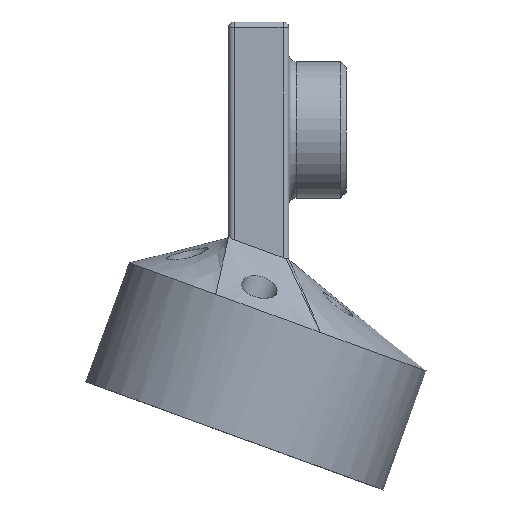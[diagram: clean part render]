
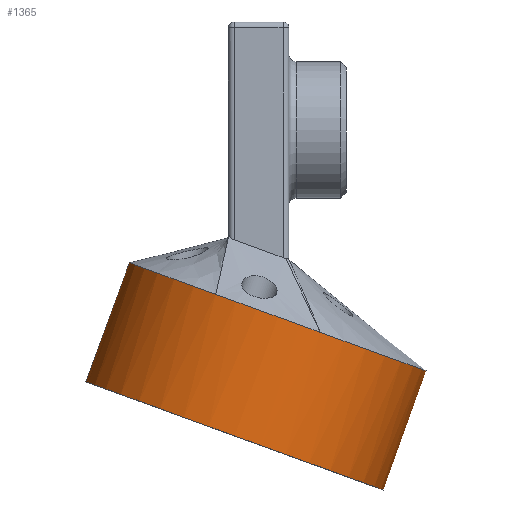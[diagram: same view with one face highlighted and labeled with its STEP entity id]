
A CAD part, left-side view. The second image highlights one B-rep face of the part: STEP entity #1365.
In plain terms, the highlighted cylindrical face has radius 34.925 mm (diameter 69.85 mm), a full revolution.
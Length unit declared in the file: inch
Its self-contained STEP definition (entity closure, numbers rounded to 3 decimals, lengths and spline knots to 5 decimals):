
#129=LINE('',#2828,#226);
#226=VECTOR('',#1911,1.375);
#279=CYLINDRICAL_SURFACE('',#1529,1.375);
#381=FACE_OUTER_BOUND('',#484,.T.);
#484=EDGE_LOOP('',(#1245,#1246,#1247,#1248,#1249,#1250,#1251,#1252,#1253));
#495=CIRCLE('',#1408,1.375);
#535=CIRCLE('',#1477,1.375);
#536=CIRCLE('',#1478,1.375);
#537=CIRCLE('',#1479,1.375);
#538=CIRCLE('',#1480,1.375);
#555=CIRCLE('',#1527,1.375);
#556=CIRCLE('',#1528,1.375);
#572=VERTEX_POINT('',#2095);
#604=VERTEX_POINT('',#2230);
#612=VERTEX_POINT('',#2336);
#620=VERTEX_POINT('',#2431);
#634=VERTEX_POINT('',#2589);
#635=VERTEX_POINT('',#2591);
#637=VERTEX_POINT('',#2619);
#703=EDGE_CURVE('',#572,#572,#495,.T.);
#796=EDGE_CURVE('',#612,#634,#535,.T.);
#797=EDGE_CURVE('',#634,#635,#536,.T.);
#800=EDGE_CURVE('',#604,#637,#537,.T.);
#801=EDGE_CURVE('',#637,#612,#538,.T.);
#870=EDGE_CURVE('',#620,#604,#555,.T.);
#872=EDGE_CURVE('',#635,#620,#556,.T.);
#873=EDGE_CURVE('',#637,#572,#129,.T.);
#1245=ORIENTED_EDGE('',*,*,#872,.F.);
#1246=ORIENTED_EDGE('',*,*,#797,.F.);
#1247=ORIENTED_EDGE('',*,*,#796,.F.);
#1248=ORIENTED_EDGE('',*,*,#801,.F.);
#1249=ORIENTED_EDGE('',*,*,#873,.T.);
#1250=ORIENTED_EDGE('',*,*,#703,.F.);
#1251=ORIENTED_EDGE('',*,*,#873,.F.);
#1252=ORIENTED_EDGE('',*,*,#800,.F.);
#1253=ORIENTED_EDGE('',*,*,#870,.F.);
#1365=ADVANCED_FACE('',(#381),#279,.T.);
#1408=AXIS2_PLACEMENT_3D('',#2096,#1577,#1578);
#1477=AXIS2_PLACEMENT_3D('',#2590,#1751,#1752);
#1478=AXIS2_PLACEMENT_3D('',#2592,#1753,#1754);
#1479=AXIS2_PLACEMENT_3D('',#2620,#1756,#1757);
#1480=AXIS2_PLACEMENT_3D('',#2621,#1758,#1759);
#1527=AXIS2_PLACEMENT_3D('',#2804,#1904,#1905);
#1528=AXIS2_PLACEMENT_3D('',#2826,#1907,#1908);
#1529=AXIS2_PLACEMENT_3D('',#2827,#1909,#1910);
#1577=DIRECTION('center_axis',(0.,0.342,
-0.94));
#1578=DIRECTION('ref_axis',(-1.,0.,0.));
#1751=DIRECTION('center_axis',(0.,-0.342,
0.94));
#1752=DIRECTION('ref_axis',(-1.,0.,0.));
#1753=DIRECTION('center_axis',(0.,-0.342,
0.94));
#1754=DIRECTION('ref_axis',(-1.,0.,0.));
#1756=DIRECTION('center_axis',(0.,-0.342,
0.94));
#1757=DIRECTION('ref_axis',(-1.,0.,0.));
#1758=DIRECTION('center_axis',(0.,-0.342,
0.94));
#1759=DIRECTION('ref_axis',(-1.,0.,0.));
#1904=DIRECTION('center_axis',(0.,-0.342,
0.94));
#1905=DIRECTION('ref_axis',(-1.,0.,0.));
#1907=DIRECTION('center_axis',(0.,-0.342,
0.94));
#1908=DIRECTION('ref_axis',(-1.,0.,0.));
#1909=DIRECTION('center_axis',(0.,-0.342,0.94));
#1910=DIRECTION('ref_axis',(-1.,0.,0.));
#1911=DIRECTION('',(0.,0.342,-0.94));
#2095=CARTESIAN_POINT('',(0.9375,0.20872,-1.72226));
#2096=CARTESIAN_POINT('Origin',(-0.4375,0.20872,-1.72226));
#2230=CARTESIAN_POINT('',(0.88025,-0.53647,-0.82289));
#2336=CARTESIAN_POINT('',(0.88025,0.20147,-0.5543));
#2431=CARTESIAN_POINT('',(-1.75525,-0.53647,-0.82289));
#2589=CARTESIAN_POINT('',(0.77362,0.44424,-0.46594));
#2590=CARTESIAN_POINT('Origin',(-0.4375,-0.1675,-0.6886));
#2591=CARTESIAN_POINT('',(-1.6864,0.37302,-0.49186));
#2592=CARTESIAN_POINT('Origin',(-0.4375,-0.1675,-0.6886));
#2619=CARTESIAN_POINT('',(0.9375,-0.1675,-0.6886));
#2620=CARTESIAN_POINT('Origin',(-0.4375,-0.1675,-0.6886));
#2621=CARTESIAN_POINT('Origin',(-0.4375,-0.1675,-0.6886));
#2804=CARTESIAN_POINT('Origin',(-0.4375,-0.1675,-0.6886));
#2826=CARTESIAN_POINT('Origin',(-0.4375,-0.1675,-0.6886));
#2827=CARTESIAN_POINT('Origin',(-0.4375,-0.1333,-0.78257));
#2828=CARTESIAN_POINT('',(0.9375,-0.1333,-0.78257));
